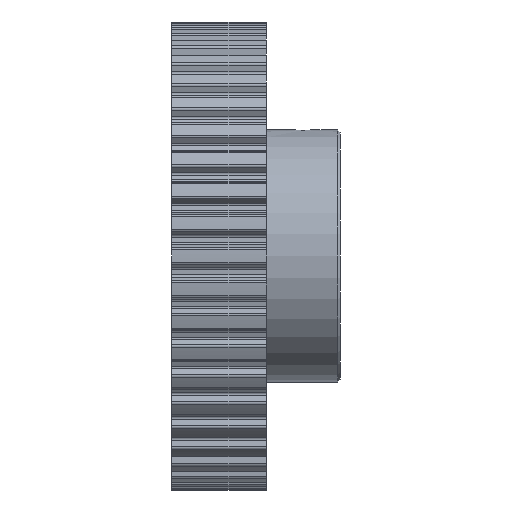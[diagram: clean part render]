
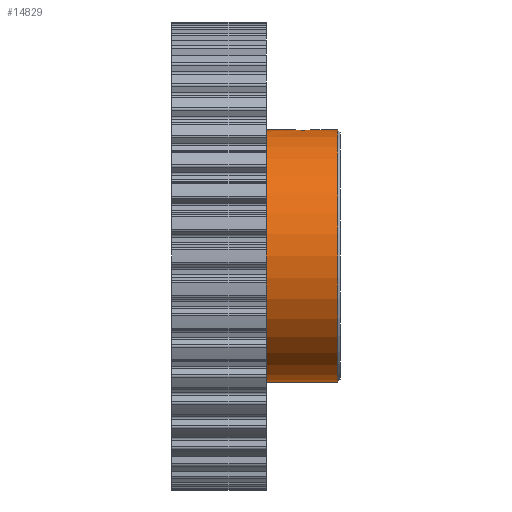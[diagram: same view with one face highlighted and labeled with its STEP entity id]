
A CAD part, front view. The second image highlights one B-rep face of the part: STEP entity #14829.
In plain terms, the highlighted cylindrical face has radius 19.05 mm (diameter 38.1 mm), a partial arc.
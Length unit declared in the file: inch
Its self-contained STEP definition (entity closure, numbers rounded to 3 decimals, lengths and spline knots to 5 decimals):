
#34 = CARTESIAN_POINT ( 'NONE',  ( 0.73436, -0.0358, 0.74915 ) ) ;
#181 = LINE ( 'NONE', #10768, #15856 ) ;
#441 = ORIENTED_EDGE ( 'NONE', *, *, #9632, .F. ) ;
#533 = EDGE_CURVE ( 'NONE', #6233, #4079, #2434, .T. ) ;
#865 = DIRECTION ( 'NONE',  ( -1., 0., 0. ) ) ;
#1195 = DIRECTION ( 'NONE',  ( 1., 0., 0. ) ) ;
#1197 = DIRECTION ( 'NONE',  ( -1., 0., 0. ) ) ;
#1206 = CARTESIAN_POINT ( 'NONE',  ( 0.81531, -0.04686, 0.74855 ) ) ;
#1264 = CARTESIAN_POINT ( 'NONE',  ( 0.7284, -0.02605, 0.74956 ) ) ;
#1697 = VERTEX_POINT ( 'NONE', #8353 ) ;
#1771 = DIRECTION ( 'NONE',  ( -1., 0., 0. ) ) ;
#1903 = VERTEX_POINT ( 'NONE', #13676 ) ;
#2136 = CARTESIAN_POINT ( 'NONE',  ( 0.83745, 0., 0.75 ) ) ;
#2434 = B_SPLINE_CURVE_WITH_KNOTS ( 'NONE', 3,
 ( #7353, #13554, #14799, #16039, #8617, #1206, #9842, #2466, #11101, #3693, #12366, #4914, #13611, #6165, #14852, #7409, #34, #8676, #1264, #9899, #2520, #11157, #3743, #12417 ),
 .UNSPECIFIED., .F., .F.,
 ( 4, 2, 2, 2, 2, 2, 2, 2, 2, 2, 2, 4 ),
 ( 0., 0.06248, 0.12496, 0.18744, 0.24992, 0.28116, 0.3124, 0.37487, 0.40611, 0.43735, 0.46859, 0.49983 ),
 .UNSPECIFIED. ) ;
#2438 = VERTEX_POINT ( 'NONE', #9775 ) ;
#2466 = CARTESIAN_POINT ( 'NONE',  ( 0.79501, -0.05708, 0.74783 ) ) ;
#2520 = CARTESIAN_POINT ( 'NONE',  ( 0.7244, -0.01525, 0.74985 ) ) ;
#2645 = AXIS2_PLACEMENT_3D ( 'NONE', #8604, #1195, #9830 ) ;
#3693 = CARTESIAN_POINT ( 'NONE',  ( 0.77623, -0.0586, 0.74771 ) ) ;
#3743 = CARTESIAN_POINT ( 'NONE',  ( 0.72255, -0.00378, 0.75 ) ) ;
#3950 = VECTOR ( 'NONE', #6828, 39.37008 ) ;
#4079 = VERTEX_POINT ( 'NONE', #8052 ) ;
#4174 = ORIENTED_EDGE ( 'NONE', *, *, #13023, .T. ) ;
#4914 = CARTESIAN_POINT ( 'NONE',  ( 0.76515, -0.05674, 0.74785 ) ) ;
#5121 = ORIENTED_EDGE ( 'NONE', *, *, #13185, .T. ) ;
#5528 = VECTOR ( 'NONE', #12638, 39.37008 ) ;
#5567 = CARTESIAN_POINT ( 'NONE',  ( 1., 0., -0.75 ) ) ;
#6091 = FACE_OUTER_BOUND ( 'NONE', #10996, .T. ) ;
#6157 = DIRECTION ( 'NONE',  ( 0., 0., 1. ) ) ;
#6165 = CARTESIAN_POINT ( 'NONE',  ( 0.75111, -0.05122, 0.74825 ) ) ;
#6233 = VERTEX_POINT ( 'NONE', #2136 ) ;
#6320 = LINE ( 'NONE', #11374, #5528 ) ;
#6549 = EDGE_CURVE ( 'NONE', #4079, #2438, #6320, .T. ) ;
#6828 = DIRECTION ( 'NONE',  ( -1., 0., 0. ) ) ;
#6848 = EDGE_CURVE ( 'NONE', #1697, #1903, #12343, .T. ) ;
#7353 = CARTESIAN_POINT ( 'NONE',  ( 0.83745, 0., 0.75 ) ) ;
#7402 = CARTESIAN_POINT ( 'NONE',  ( 1., 0., 0. ) ) ;
#7409 = CARTESIAN_POINT ( 'NONE',  ( 0.73677, -0.03879, 0.749 ) ) ;
#7567 = AXIS2_PLACEMENT_3D ( 'NONE', #9164, #1771, #10413 ) ;
#7616 = ORIENTED_EDGE ( 'NONE', *, *, #533, .T. ) ;
#8052 = CARTESIAN_POINT ( 'NONE',  ( 0.72255, 0., 0.75 ) ) ;
#8353 = CARTESIAN_POINT ( 'NONE',  ( 0.98435, 0., -0.75 ) ) ;
#8604 = CARTESIAN_POINT ( 'NONE',  ( 0.56, 0., 0. ) ) ;
#8617 = CARTESIAN_POINT ( 'NONE',  ( 0.82596, -0.03598, 0.74916 ) ) ;
#8676 = CARTESIAN_POINT ( 'NONE',  ( 0.73016, -0.0294, 0.74943 ) ) ;
#9164 = CARTESIAN_POINT ( 'NONE',  ( 0.98435, 0., 0. ) ) ;
#9632 = EDGE_CURVE ( 'NONE', #1697, #12768, #13843, .T. ) ;
#9775 = CARTESIAN_POINT ( 'NONE',  ( 0.56, 0., 0.75 ) ) ;
#9830 = DIRECTION ( 'NONE',  ( 0., 0., -1. ) ) ;
#9842 = CARTESIAN_POINT ( 'NONE',  ( 0.80898, -0.05118, 0.74826 ) ) ;
#9899 = CARTESIAN_POINT ( 'NONE',  ( 0.72552, -0.01897, 0.74977 ) ) ;
#10195 = AXIS2_PLACEMENT_3D ( 'NONE', #7402, #1197, #6157 ) ;
#10413 = DIRECTION ( 'NONE',  ( 0., 0., -1. ) ) ;
#10768 = CARTESIAN_POINT ( 'NONE',  ( 1., 0., 0.75 ) ) ;
#10996 = EDGE_LOOP ( 'NONE', ( #441, #12008, #4174, #7616, #12058, #5121 ) ) ;
#11101 = CARTESIAN_POINT ( 'NONE',  ( 0.7876, -0.05859, 0.74771 ) ) ;
#11157 = CARTESIAN_POINT ( 'NONE',  ( 0.72292, -0.00769, 0.74997 ) ) ;
#11374 = CARTESIAN_POINT ( 'NONE',  ( 1., 0., 0.75 ) ) ;
#11431 = CARTESIAN_POINT ( 'NONE',  ( 0.56, 0., -0.75 ) ) ;
#12008 = ORIENTED_EDGE ( 'NONE', *, *, #6848, .T. ) ;
#12058 = ORIENTED_EDGE ( 'NONE', *, *, #6549, .T. ) ;
#12323 = CYLINDRICAL_SURFACE ( 'NONE', #10195, 0.75 ) ;
#12343 = CIRCLE ( 'NONE', #7567, 0.75 ) ;
#12366 = CARTESIAN_POINT ( 'NONE',  ( 0.77254, -0.05823, 0.74774 ) ) ;
#12417 = CARTESIAN_POINT ( 'NONE',  ( 0.72255, 0., 0.75 ) ) ;
#12638 = DIRECTION ( 'NONE',  ( -1., 0., 0. ) ) ;
#12768 = VERTEX_POINT ( 'NONE', #11431 ) ;
#13023 = EDGE_CURVE ( 'NONE', #1903, #6233, #181, .T. ) ;
#13185 = EDGE_CURVE ( 'NONE', #2438, #12768, #14692, .T. ) ;
#13554 = CARTESIAN_POINT ( 'NONE',  ( 0.83745, -0.00767, 0.75 ) ) ;
#13611 = CARTESIAN_POINT ( 'NONE',  ( 0.76152, -0.05561, 0.74794 ) ) ;
#13676 = CARTESIAN_POINT ( 'NONE',  ( 0.98435, 0., 0.75 ) ) ;
#13843 = LINE ( 'NONE', #5567, #3950 ) ;
#14692 = CIRCLE ( 'NONE', #2645, 0.75 ) ;
#14799 = CARTESIAN_POINT ( 'NONE',  ( 0.83595, -0.01534, 0.74988 ) ) ;
#14829 = ADVANCED_FACE ( 'NONE', ( #6091 ), #12323, .T. ) ;
#14852 = CARTESIAN_POINT ( 'NONE',  ( 0.74473, -0.04688, 0.74855 ) ) ;
#15856 = VECTOR ( 'NONE', #865, 39.37008 ) ;
#16039 = CARTESIAN_POINT ( 'NONE',  ( 0.83021, -0.02949, 0.74945 ) ) ;
